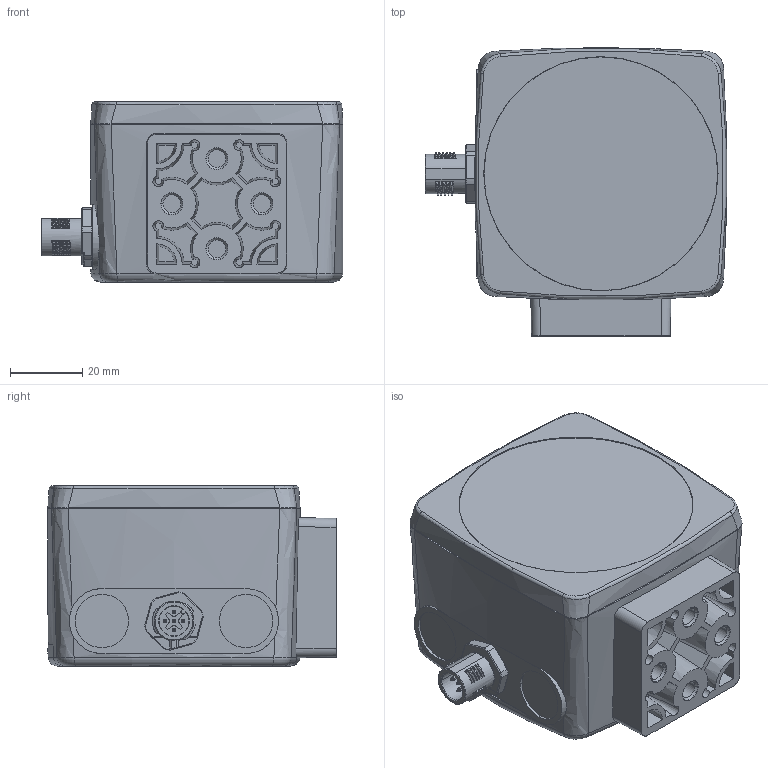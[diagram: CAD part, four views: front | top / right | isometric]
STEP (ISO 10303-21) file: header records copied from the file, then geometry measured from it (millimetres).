
FILE_DESCRIPTION((''),'2;1');
FILE_NAME('ASM0001_SW0001','2012-01-25T',('dhelisch'),(''),'PRO/ENGINEER BY PARAMETRIC TECHNOLOGY CORPORATION, 2007250','PRO/ENGINEER BY PARAMETRIC TECHNOLOGY CORPORATION, 2007250','');
FILE_SCHEMA(('CONFIG_CONTROL_DESIGN'));
Length unit declared in the file: millimetre
Products named in the file (1): ASM0001_SW0001
Bounding box: 83.8 x 80 x 50 mm (x, y, z)
Volume: 227713.6 mm3; surface area: 42945.2 mm2
Topology: 4 solids, 4 shells, 745 faces, 1912 edges, 1205 vertices
Faces by surface type: plane 244, cylinder 184, bspline 139, cone 126, torus 41, extrusion 7, sphere 4
Entity records: 34616 total; most frequent: CARTESIAN_POINT 13956, ORIENTED_EDGE 3818, DIRECTION 3210, EDGE_CURVE 1909, AXIS2_PLACEMENT_3D 1241, VERTEX_POINT 1205, EDGE_LOOP 798, FACE_OUTER_BOUND 745
